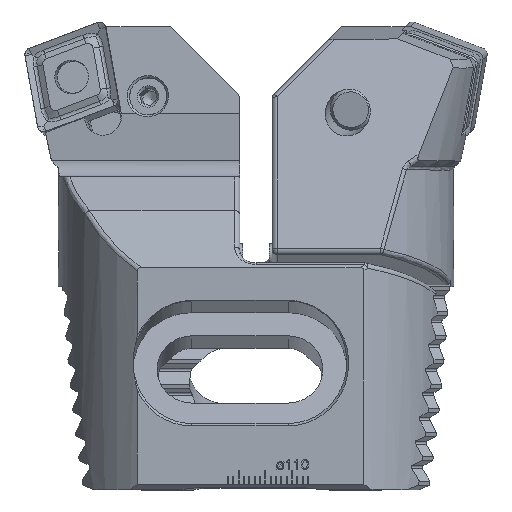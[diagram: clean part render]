
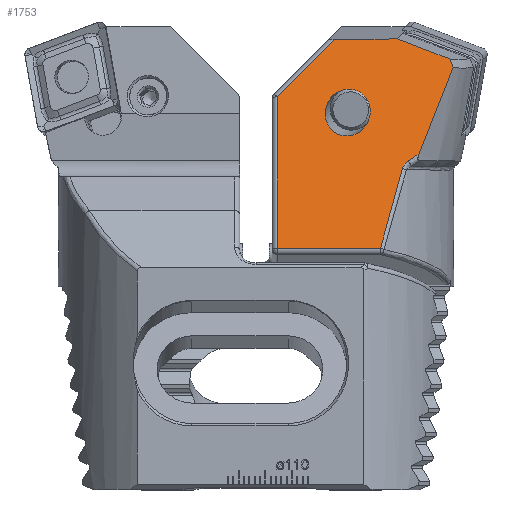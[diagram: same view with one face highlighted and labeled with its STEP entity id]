
A CAD part, top view. The second image highlights one B-rep face of the part: STEP entity #1753.
In plain terms, the highlighted face is planar.
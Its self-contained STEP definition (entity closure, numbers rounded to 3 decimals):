
#128 = EDGE_CURVE ( 'NONE', #7946, #2586, #12154, .T. ) ;
#448 = CARTESIAN_POINT ( 'NONE',  ( 27.502, -21.176, -22.271 ) ) ;
#495 = CARTESIAN_POINT ( 'NONE',  ( 6.368, -8.572, -18.893 ) ) ;
#617 = CARTESIAN_POINT ( 'NONE',  ( 14.086, -25.59, -23.453 ) ) ;
#1051 = ORIENTED_EDGE ( 'NONE', *, *, #12093, .F. ) ;
#1096 = ORIENTED_EDGE ( 'NONE', *, *, #7120, .T. ) ;
#1145 = VERTEX_POINT ( 'NONE', #1306 ) ;
#1306 = CARTESIAN_POINT ( 'NONE',  ( 6.918, -6.979, -18.466 ) ) ;
#1703 = ORIENTED_EDGE ( 'NONE', *, *, #3302, .T. ) ;
#1753 = ADVANCED_FACE ( 'NONE', ( #2628, #2272 ), #8700, .F. ) ;
#1810 = CARTESIAN_POINT ( 'NONE',  ( 15.629, -26.897, -23.803 ) ) ;
#1864 = CARTESIAN_POINT ( 'NONE',  ( 15.822, -27.307, -23.913 ) ) ;
#2118 = CARTESIAN_POINT ( 'NONE',  ( 28.57, -3.366, -17.498 ) ) ;
#2272 = FACE_BOUND ( 'NONE', #11798, .T. ) ;
#2332 = DIRECTION ( 'NONE',  ( -1., 0., 0. ) ) ;
#2450 = ORIENTED_EDGE ( 'NONE', *, *, #10303, .F. ) ;
#2543 = VERTEX_POINT ( 'NONE', #12339 ) ;
#2586 = VERTEX_POINT ( 'NONE', #8843 ) ;
#2616 = ORIENTED_EDGE ( 'NONE', *, *, #128, .T. ) ;
#2628 = FACE_OUTER_BOUND ( 'NONE', #13425, .T. ) ;
#2774 = CARTESIAN_POINT ( 'NONE',  ( 6.735, -7.51, -18.609 ) ) ;
#2923 = ORIENTED_EDGE ( 'NONE', *, *, #10459, .T. ) ;
#2981 = ORIENTED_EDGE ( 'NONE', *, *, #7807, .T. ) ;
#3081 = VERTEX_POINT ( 'NONE', #5583 ) ;
#3106 = CARTESIAN_POINT ( 'NONE',  ( 15.767, -27.164, -23.875 ) ) ;
#3177 = VERTEX_POINT ( 'NONE', #2118 ) ;
#3256 = CARTESIAN_POINT ( 'NONE',  ( 24.684, -12.788, -20.023 ) ) ;
#3302 = EDGE_CURVE ( 'NONE', #2543, #7946, #10040, .T. ) ;
#3439 = ORIENTED_EDGE ( 'NONE', *, *, #10556, .T. ) ;
#3770 = CARTESIAN_POINT ( 'NONE',  ( 24.684, -12.788, -20.023 ) ) ;
#3867 = CARTESIAN_POINT ( 'NONE',  ( 54.972, -29.768, -24.573 ) ) ;
#4234 = CARTESIAN_POINT ( 'NONE',  ( 15.857, -27.455, -23.953 ) ) ;
#4469 = EDGE_CURVE ( 'NONE', #9902, #2543, #11760, .T. ) ;
#4598 = VERTEX_POINT ( 'NONE', #10903 ) ;
#4744 = CARTESIAN_POINT ( 'NONE',  ( 12.733, -24.669, -23.206 ) ) ;
#4941 = CARTESIAN_POINT ( 'NONE',  ( 35.492, -18.672, -21.599 ) ) ;
#5033 = DIRECTION ( 'NONE',  ( 0.695, -0.695, -0.186 ) ) ;
#5068 = DIRECTION ( 'NONE',  ( 0.929, 0.356, 0.095 ) ) ;
#5171 = VERTEX_POINT ( 'NONE', #3256 ) ;
#5583 = CARTESIAN_POINT ( 'NONE',  ( 12.733, -24.669, -23.206 ) ) ;
#5607 = CARTESIAN_POINT ( 'NONE',  ( 18.478, -37.8, -26.725 ) ) ;
#6278 = ORIENTED_EDGE ( 'NONE', *, *, #10300, .T. ) ;
#6443 = VECTOR ( 'NONE', #7307, 1000. ) ;
#6510 = DIRECTION ( 'NONE',  ( 0., -0.966, -0.259 ) ) ;
#6754 = CARTESIAN_POINT ( 'NONE',  ( 15.857, -27.455, -23.953 ) ) ;
#6823 = LINE ( 'NONE', #14130, #13934 ) ;
#6929 = EDGE_CURVE ( 'NONE', #3177, #4598, #13053, .T. ) ;
#7003 = VECTOR ( 'NONE', #2332, 1000. ) ;
#7056 = CARTESIAN_POINT ( 'NONE',  ( 12.733, -24.669, -23.206 ) ) ;
#7120 = EDGE_CURVE ( 'NONE', #1145, #4598, #6823, .T. ) ;
#7307 = DIRECTION ( 'NONE',  ( 0., -0.966, -0.259 ) ) ;
#7343 = CARTESIAN_POINT ( 'NONE',  ( 19.513, -23.681, -22.942 ) ) ;
#7451 = CARTESIAN_POINT ( 'NONE',  ( 15.027, -26.212, -23.62 ) ) ;
#7544 = VERTEX_POINT ( 'NONE', #11532 ) ;
#7589 = CARTESIAN_POINT ( 'NONE',  ( 19.949, -42.339, -27.941 ) ) ;
#7599 = LINE ( 'NONE', #3867, #10277 ) ;
#7600 = CARTESIAN_POINT ( 'NONE',  ( 15.544, -26.77, -23.769 ) ) ;
#7642 = CARTESIAN_POINT ( 'NONE',  ( 14.769, -26.041, -23.574 ) ) ;
#7807 = EDGE_CURVE ( 'NONE', #12648, #1145, #11600, .T. ) ;
#7946 = VERTEX_POINT ( 'NONE', #7589 ) ;
#7955 = AXIS2_PLACEMENT_3D ( 'NONE', #14460, #11088, #6510 ) ;
#8056 = CARTESIAN_POINT ( 'NONE',  ( 85.106, -4.241, -17.733 ) ) ;
#8485 = CARTESIAN_POINT ( 'NONE',  ( 16.694, -15.293, -20.694 ) ) ;
#8553 = CARTESIAN_POINT ( 'NONE',  ( 39.25, -1.612, -17.028 ) ) ;
#8614 = CARTESIAN_POINT ( 'NONE',  ( 13.407, -25.133, -23.331 ) ) ;
#8700 = PLANE ( 'NONE',  #7955 ) ;
#8798 = CARTESIAN_POINT ( 'NONE',  ( 39.25, -14.046, -20.36 ) ) ;
#8843 = CARTESIAN_POINT ( 'NONE',  ( 15.857, -27.455, -23.953 ) ) ;
#9508 = CARTESIAN_POINT ( 'NONE',  ( 6.368, -8.572, -18.893 ) ) ;
#9564 = CARTESIAN_POINT ( 'NONE',  ( 10.565, -19.552, -21.835 ) ) ;
#9902 = VERTEX_POINT ( 'NONE', #8798 ) ;
#10040 = LINE ( 'NONE', #11619, #7003 ) ;
#10044 = VECTOR ( 'NONE', #10364, 1000. ) ;
#10068 = CARTESIAN_POINT ( 'NONE',  ( 6.368, -8.572, -18.893 ) ) ;
#10223 = ORIENTED_EDGE ( 'NONE', *, *, #4469, .T. ) ;
#10277 = VECTOR ( 'NONE', #5033, 1000. ) ;
#10300 = EDGE_CURVE ( 'NONE', #3177, #9902, #7599, .T. ) ;
#10303 = EDGE_CURVE ( 'NONE', #5171, #5171, #11524, .T. ) ;
#10329 = CARTESIAN_POINT ( 'NONE',  ( 19.949, -42.339, -27.941 ) ) ;
#10364 = DIRECTION ( 'NONE',  ( -1., 0.015, 0.004 ) ) ;
#10459 = EDGE_CURVE ( 'NONE', #7544, #3081, #14048, .T. ) ;
#10556 = EDGE_CURVE ( 'NONE', #3081, #12648, #11358, .T. ) ;
#10679 = CARTESIAN_POINT ( 'NONE',  ( 24.684, -12.788, -20.023 ) ) ;
#10680 = CARTESIAN_POINT ( 'NONE',  ( 6.551, -8.041, -18.751 ) ) ;
#10747 = CARTESIAN_POINT ( 'NONE',  ( 8.44, -14.179, -20.396 ) ) ;
#10903 = CARTESIAN_POINT ( 'NONE',  ( 16.817, -3.184, -17.45 ) ) ;
#11088 = DIRECTION ( 'NONE',  ( 0., -0.259, 0.966 ) ) ;
#11358 =( BOUNDED_CURVE ( )  B_SPLINE_CURVE ( 3, ( #7056, #9564, #10747, #9508 ),
 .UNSPECIFIED., .F., .F. ) 
 B_SPLINE_CURVE_WITH_KNOTS ( ( 4, 4 ),
 ( 4.111, 4.248 ),
 .UNSPECIFIED. ) 
 CURVE ( )  GEOMETRIC_REPRESENTATION_ITEM ( )  RATIONAL_B_SPLINE_CURVE ( ( 1., 0.998, 0.998, 1. ) ) 
 REPRESENTATION_ITEM ( '' )  );
#11524 =( BOUNDED_CURVE ( )  B_SPLINE_CURVE ( 3, ( #10679, #14151, #4941, #448, #7343, #8485, #3770 ),
 .UNSPECIFIED., .T., .T. ) 
 B_SPLINE_CURVE_WITH_KNOTS ( ( 4, 3, 4 ),
 ( 0., 3.142, 6.283 ),
 .UNSPECIFIED. ) 
 CURVE ( )  GEOMETRIC_REPRESENTATION_ITEM ( )  RATIONAL_B_SPLINE_CURVE ( ( 1., 0.333, 0.333, 1., 0.333, 0.333, 1. ) ) 
 REPRESENTATION_ITEM ( '' )  );
#11532 = CARTESIAN_POINT ( 'NONE',  ( 14.769, -26.041, -23.574 ) ) ;
#11600 = B_SPLINE_CURVE_WITH_KNOTS ( 'NONE', 3,
 ( #495, #10680, #2774, #11906 ),
 .UNSPECIFIED., .F., .F.,
 ( 4, 4 ),
 ( 0., 1. ),
 .UNSPECIFIED. ) ;
#11619 = CARTESIAN_POINT ( 'NONE',  ( 85.15, -42.339, -27.941 ) ) ;
#11760 = LINE ( 'NONE', #8553, #6443 ) ;
#11798 = EDGE_LOOP ( 'NONE', ( #2450 ) ) ;
#11906 = CARTESIAN_POINT ( 'NONE',  ( 6.918, -6.979, -18.466 ) ) ;
#12093 = EDGE_CURVE ( 'NONE', #7544, #2586, #13824, .T. ) ;
#12154 =( BOUNDED_CURVE ( )  B_SPLINE_CURVE ( 3, ( #10329, #5607, #13654, #6754 ),
 .UNSPECIFIED., .F., .F. ) 
 B_SPLINE_CURVE_WITH_KNOTS ( ( 4, 4 ),
 ( 3.832, 3.996 ),
 .UNSPECIFIED. ) 
 CURVE ( )  GEOMETRIC_REPRESENTATION_ITEM ( )  RATIONAL_B_SPLINE_CURVE ( ( 1., 0.998, 0.998, 1. ) ) 
 REPRESENTATION_ITEM ( '' )  );
#12339 = CARTESIAN_POINT ( 'NONE',  ( 39.25, -42.339, -27.941 ) ) ;
#12648 = VERTEX_POINT ( 'NONE', #10068 ) ;
#13053 = LINE ( 'NONE', #8056, #10044 ) ;
#13113 = CARTESIAN_POINT ( 'NONE',  ( 15.256, -26.412, -23.673 ) ) ;
#13425 = EDGE_LOOP ( 'NONE', ( #3439, #2981, #1096, #13895, #6278, #10223, #1703, #2616, #1051, #2923 ) ) ;
#13654 = CARTESIAN_POINT ( 'NONE',  ( 17.111, -32.828, -25.393 ) ) ;
#13824 = B_SPLINE_CURVE_WITH_KNOTS ( 'NONE', 3,
 ( #7642, #7451, #13113, #7600, #1810, #3106, #1864, #4234 ),
 .UNSPECIFIED., .F., .F.,
 ( 4, 2, 2, 4 ),
 ( 0., 0.001, 0.001, 0.002 ),
 .UNSPECIFIED. ) ;
#13895 = ORIENTED_EDGE ( 'NONE', *, *, #6929, .F. ) ;
#13934 = VECTOR ( 'NONE', #5068, 1000. ) ;
#14048 = B_SPLINE_CURVE_WITH_KNOTS ( 'NONE', 3,
 ( #14267, #617, #8614, #4744 ),
 .UNSPECIFIED., .F., .F.,
 ( 4, 4 ),
 ( 0., 0.002 ),
 .UNSPECIFIED. ) ;
#14130 = CARTESIAN_POINT ( 'NONE',  ( 76.409, 19.661, -11.328 ) ) ;
#14151 = CARTESIAN_POINT ( 'NONE',  ( 32.674, -10.283, -19.352 ) ) ;
#14267 = CARTESIAN_POINT ( 'NONE',  ( 14.769, -26.041, -23.574 ) ) ;
#14460 = CARTESIAN_POINT ( 'NONE',  ( 85.15, -1.612, -17.028 ) ) ;
